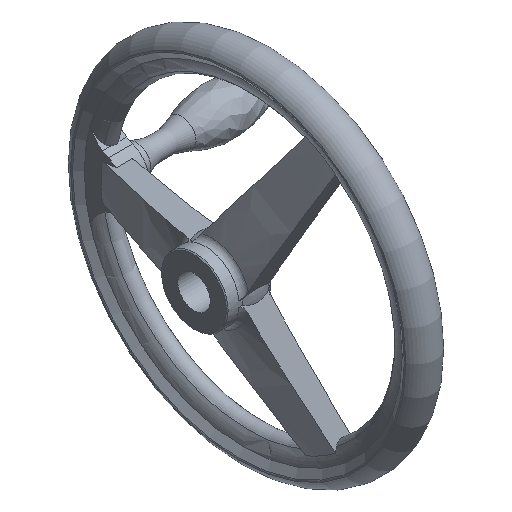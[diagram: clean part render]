
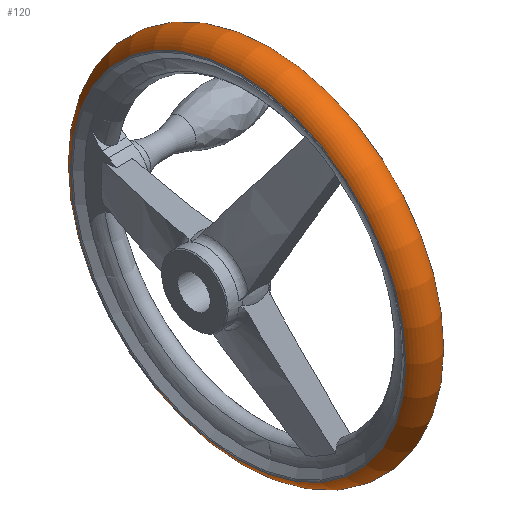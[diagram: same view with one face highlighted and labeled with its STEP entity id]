
A CAD part, isometric view. The second image highlights one B-rep face of the part: STEP entity #120.
In plain terms, the highlighted toroidal (fillet/blend) face has major radius 89.32 mm and minor radius 10.7 mm.
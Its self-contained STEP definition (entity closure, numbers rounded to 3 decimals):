
#120 = ADVANCED_FACE( '', ( #239, #240, #241 ), #242, .T. );
#239 = FACE_BOUND( '', #390, .T. );
#240 = FACE_OUTER_BOUND( '', #391, .T. );
#241 = FACE_OUTER_BOUND( '', #392, .T. );
#242 = TOROIDAL_SURFACE( '', #393, 89.32, 10.7 );
#390 = VERTEX_LOOP( '', #965 );
#391 = EDGE_LOOP( '', ( #966 ) );
#392 = EDGE_LOOP( '', ( #967 ) );
#393 = AXIS2_PLACEMENT_3D( '', #968, #969, #970 );
#965 = VERTEX_POINT( '', #1258 );
#966 = ORIENTED_EDGE( '', *, *, #1259, .T. );
#967 = ORIENTED_EDGE( '', *, *, #1260, .F. );
#968 = CARTESIAN_POINT( '', ( 34.5, 0., 0. ) );
#969 = DIRECTION( '', ( 1., 0., 0. ) );
#970 = DIRECTION( '', ( 0., 0., -1. ) );
#1258 = CARTESIAN_POINT( '', ( 34.5, 0., -100.02 ) );
#1259 = EDGE_CURVE( '', #1557, #1557, #1558, .T. );
#1260 = EDGE_CURVE( '', #1559, #1559, #1560, .T. );
#1557 = VERTEX_POINT( '', #2591 );
#1558 = CIRCLE( '', #2592, 93.35 );
#1559 = VERTEX_POINT( '', #2593 );
#1560 = CIRCLE( '', #2594, 93.35 );
#2591 = CARTESIAN_POINT( '', ( 24.588, 0., -93.35 ) );
#2592 = AXIS2_PLACEMENT_3D( '', #2826, #2827, #2828 );
#2593 = CARTESIAN_POINT( '', ( 44.412, 0., -93.35 ) );
#2594 = AXIS2_PLACEMENT_3D( '', #2829, #2830, #2831 );
#2826 = CARTESIAN_POINT( '', ( 24.588, 0., 0. ) );
#2827 = DIRECTION( '', ( 1., 0., 0. ) );
#2828 = DIRECTION( '', ( 0., 0., -1. ) );
#2829 = CARTESIAN_POINT( '', ( 44.412, 0., 0. ) );
#2830 = DIRECTION( '', ( 1., 0., 0. ) );
#2831 = DIRECTION( '', ( 0., 0., -1. ) );
